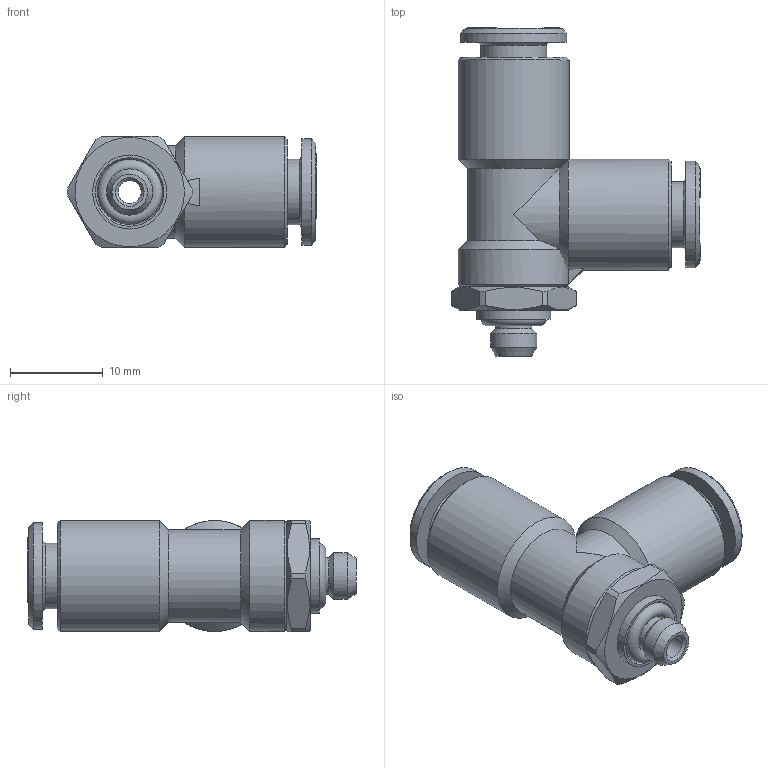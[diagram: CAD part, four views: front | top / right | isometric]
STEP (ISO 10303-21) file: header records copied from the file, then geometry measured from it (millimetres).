
FILE_DESCRIPTION(/* description */ ('STEP AP214'),/* implementation_level */ '2;1');
FILE_NAME(/* name */ 'B0140030',/* time_stamp */ '2023-03-30T11:25:38+02:00',/* author */ ('License CC BY-ND 4.0'),/* organization */ ('CADENAS'),/* preprocessor_version */ 'ST-DEVELOPER v19.3',/* originating_system */ 'PARTsolutions',/* authorisation */ ' ');
FILE_SCHEMA (('AUTOMOTIVE_DESIGN {1 0 10303 214 3 1 1}'));
Length unit declared in the file: millimetre
Products named in the file (3): B0140030; B0140030_PART2; B0140030_PART1
Assembly tree (2 placements, depth 2):
  B0140030
    B0140030_PART2
    B0140030_PART1
Bounding box: 26.95 x 35.5 x 12 mm (x, y, z)
Volume: 3651.6 mm3; surface area: 3206.8 mm2
Topology: 2 solids, 4 shells, 300 faces, 771 edges, 512 vertices
Faces by surface type: plane 161, bspline 86, cylinder 32, cone 20, torus 1
Full cylindrical faces by diameter (mm): 2.5 x2, 3.9 x1, 5 x2, 6.15 x2, 7.1 x2, 8 x1, 11.5 x2, 12 x2
Entity records: 15695 total; most frequent: CARTESIAN_POINT 7010, ORIENTED_EDGE 1454, DIRECTION 1034, EDGE_CURVE 727, VERTEX_POINT 501, LINE 436, VECTOR 436, FACE_BOUND 370
